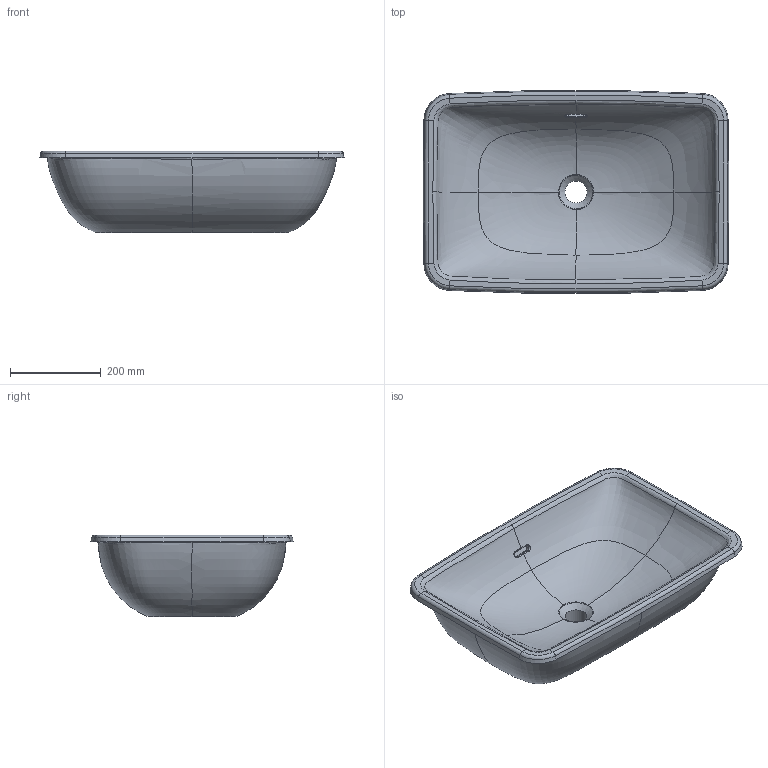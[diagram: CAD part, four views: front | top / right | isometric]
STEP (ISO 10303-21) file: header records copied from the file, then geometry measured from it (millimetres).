
FILE_DESCRIPTION(/* description */ (''),/* implementation_level */ '2;1');
FILE_NAME(/* name */ '4A6608_4A6600_4A6601_4A5800_4A5801.stp',/* time_stamp */ '2021-02-08T16:19:10+01:00',/* author */ (''),/* organization */ (''),/* preprocessor_version */ 'ST-DEVELOPER v16.7',/* originating_system */ 'SIEMENS PLM Software NX 1863',/* authorisation */ '');
FILE_SCHEMA (('AUTOMOTIVE_DESIGN { 1 0 10303 214 3 1 1 1 }'));
Length unit declared in the file: millimetre
Products named in the file (1): Sier0C2C7A1576oq
Bounding box: 674.76 x 448.37 x 180.38 mm (x, y, z)
Volume: 17301157.4 mm3; surface area: 865737.9 mm2
Topology: 1 solids, 1 shells, 119 faces, 284 edges, 163 vertices
Faces by surface type: bspline 79, cone 17, torus 8, revolution 8, sphere 4, plane 2, cylinder 1
Full cylindrical faces by diameter (mm): 48.76 x1
Entity records: 28262 total; most frequent: CARTESIAN_POINT 26135, ORIENTED_EDGE 554, EDGE_CURVE 277, DIRECTION 254, B_SPLINE_CURVE_WITH_KNOTS 191, VERTEX_POINT 162, EDGE_LOOP 123, ADVANCED_FACE 119
